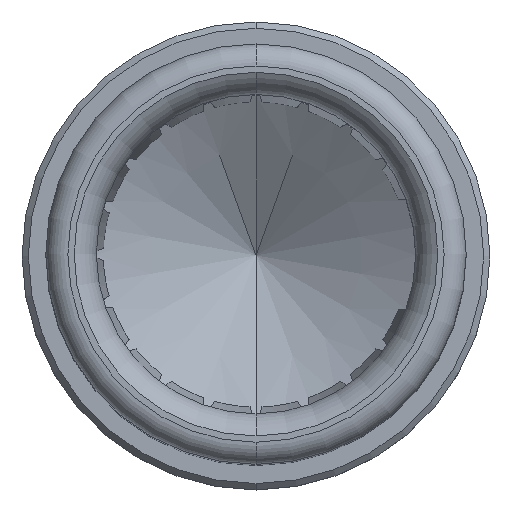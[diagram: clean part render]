
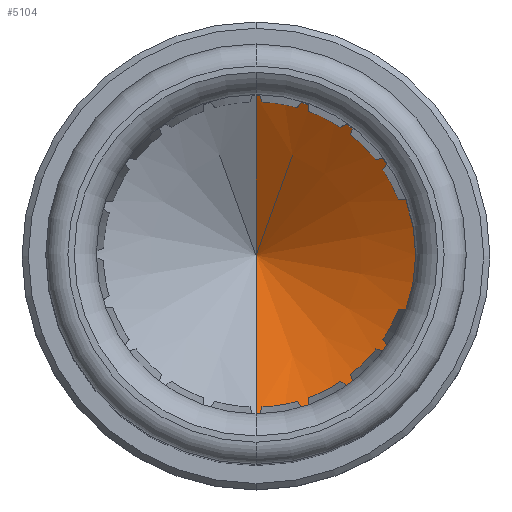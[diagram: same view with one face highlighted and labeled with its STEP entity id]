
A CAD part, top view. The second image highlights one B-rep face of the part: STEP entity #5104.
In plain terms, the highlighted conical face has half-angle 59 degrees and reference radius 2.525 mm.
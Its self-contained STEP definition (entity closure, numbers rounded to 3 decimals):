
#2267=DIRECTION('',(0.,0.857,-0.515));
#2268=VECTOR('',#2267,5.891);
#2269=CARTESIAN_POINT('',(0.,-5.05,-20.));
#2270=LINE('',#2269,#2268);
#2271=DIRECTION('',(0.,-0.857,-0.515));
#2272=VECTOR('',#2271,5.891);
#2273=CARTESIAN_POINT('',(0.,5.05,-20.));
#2274=LINE('',#2273,#2272);
#2275=CARTESIAN_POINT('',(0.,0.,-20.));
#2276=DIRECTION('',(0.,0.,1.));
#2277=DIRECTION('',(0.,-1.,0.));
#2278=AXIS2_PLACEMENT_3D('',#2275,#2276,#2277);
#2327=CARTESIAN_POINT('',(0.,-5.05,-20.));
#2328=CARTESIAN_POINT('',(0.,0.,-23.034));
#2329=VERTEX_POINT('',#2327);
#2330=VERTEX_POINT('',#2328);
#2331=CARTESIAN_POINT('',(0.,5.05,-20.));
#2332=VERTEX_POINT('',#2331);
#5092=CARTESIAN_POINT('',(0.,0.,-21.517));
#5093=DIRECTION('',(0.,0.,1.));
#5094=DIRECTION('',(0.,1.,0.));
#5095=AXIS2_PLACEMENT_3D('',#5092,#5093,#5094);
#5096=CONICAL_SURFACE('',#5095,2.525,59.);
#5098=ORIENTED_EDGE('',*,*,#5097,.T.);
#5100=ORIENTED_EDGE('',*,*,#5099,.F.);
#5101=ORIENTED_EDGE('',*,*,#5086,.F.);
#5102=EDGE_LOOP('',(#5098,#5100,#5101));
#5103=FACE_OUTER_BOUND('',#5102,.F.);
#2279=CIRCLE('',#2278,5.05);
#5086=EDGE_CURVE('',#2329,#2332,#2279,.T.);
#5097=EDGE_CURVE('',#2329,#2330,#2270,.T.);
#5099=EDGE_CURVE('',#2332,#2330,#2274,.T.);
#5104=ADVANCED_FACE('',(#5103),#5096,.F.);
